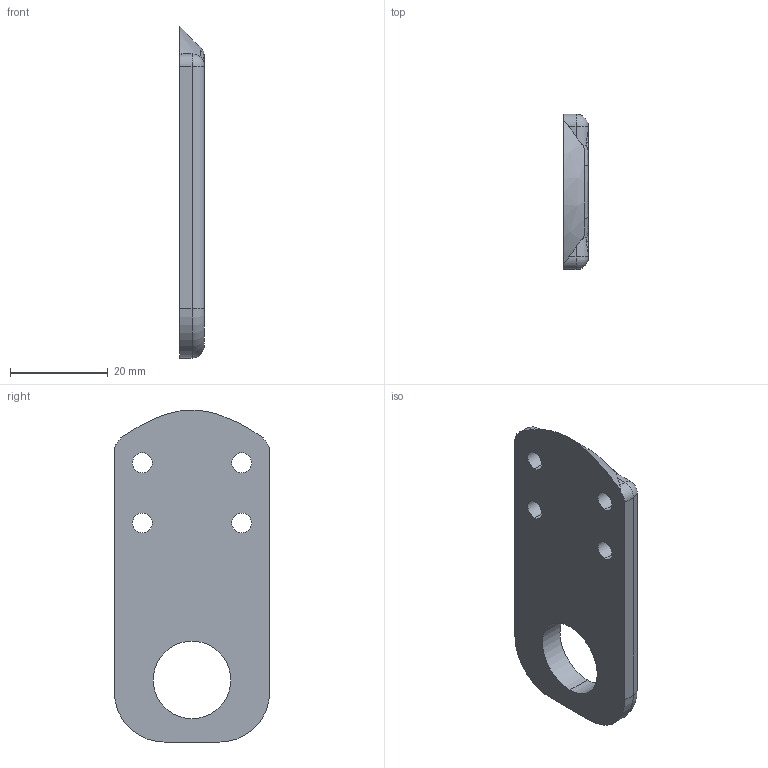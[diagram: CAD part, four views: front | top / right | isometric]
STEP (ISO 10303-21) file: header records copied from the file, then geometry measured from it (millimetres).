
FILE_DESCRIPTION (( 'STEP AP203' ), '1' );
FILE_NAME ('J5 Clevis Left Arm.STEP', '2016-07-29T00:23:36', ( '' ), ( '' ), 'SwSTEP 2.0', 'SolidWorks 2015', '' );
FILE_SCHEMA (( 'CONFIG_CONTROL_DESIGN' ));
Length unit declared in the file: inch
Products named in the file (1): J5 Clevis Left Arm
Bounding box: 5.08 x 31.75 x 67.94 mm (x, y, z)
Volume: 8331.7 mm3; surface area: 4824.7 mm2
Topology: 1 solids, 1 shells, 50 faces, 134 edges, 84 vertices
Faces by surface type: cylinder 29, plane 13, bspline 3, torus 2, sphere 2, cone 1
Entity records: 1843 total; most frequent: CARTESIAN_POINT 505, DIRECTION 269, ORIENTED_EDGE 264, EDGE_CURVE 132, AXIS2_PLACEMENT_3D 112, VERTEX_POINT 84, CIRCLE 64, EDGE_LOOP 60
